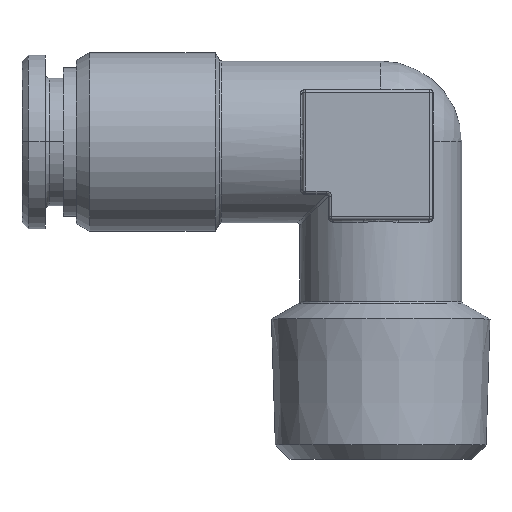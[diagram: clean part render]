
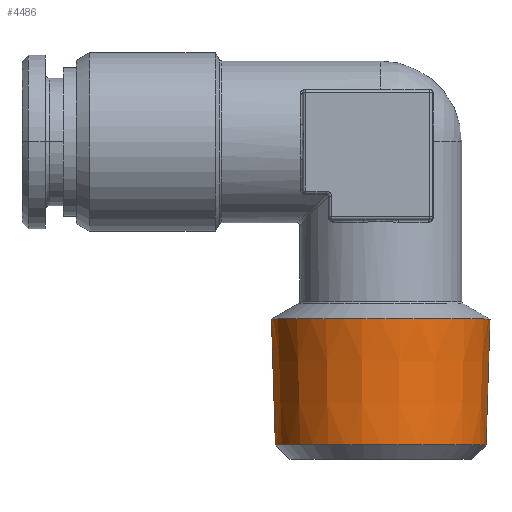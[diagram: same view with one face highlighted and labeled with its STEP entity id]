
A CAD part, top view. The second image highlights one B-rep face of the part: STEP entity #4486.
In plain terms, the highlighted conical face has half-angle 1.78 degrees and reference radius 8.286 mm.
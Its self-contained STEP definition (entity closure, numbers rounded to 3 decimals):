
#1289=CARTESIAN_POINT('',(0.,-13.675,0.));
#1290=DIRECTION('',(0.,1.,0.));
#1291=DIRECTION('',(-1.,0.,0.));
#1292=AXIS2_PLACEMENT_3D('',#1289,#1290,#1291);
#1307=DIRECTION('',(0.031,1.,0.));
#1308=VECTOR('',#1307,9.729);
#1309=CARTESIAN_POINT('',(8.135,-23.4,0.));
#1310=LINE('',#1309,#1308);
#1311=CARTESIAN_POINT('',(0.,-23.4,0.));
#1312=DIRECTION('',(0.,-1.,0.));
#1313=DIRECTION('',(1.,0.,0.));
#1314=AXIS2_PLACEMENT_3D('',#1311,#1312,#1313);
#1316=DIRECTION('',(-0.031,1.,0.));
#1317=VECTOR('',#1316,9.729);
#1318=CARTESIAN_POINT('',(-8.135,-23.4,0.));
#1319=LINE('',#1318,#1317);
#1940=CARTESIAN_POINT('',(8.135,-23.4,0.));
#1941=CARTESIAN_POINT('',(-8.135,-23.4,0.));
#1942=VERTEX_POINT('',#1940);
#1943=VERTEX_POINT('',#1941);
#1964=CARTESIAN_POINT('',(8.438,-13.675,0.));
#1965=VERTEX_POINT('',#1964);
#1966=CARTESIAN_POINT('',(-8.438,-13.675,0.));
#1967=VERTEX_POINT('',#1966);
#4472=CARTESIAN_POINT('',(0.,-18.538,0.));
#4473=DIRECTION('',(0.,1.,0.));
#4474=DIRECTION('',(1.,0.,0.));
#4475=AXIS2_PLACEMENT_3D('',#4472,#4473,#4474);
#4476=CONICAL_SURFACE('',#4475,8.286,1.78);
#4478=ORIENTED_EDGE('',*,*,#4477,.F.);
#4480=ORIENTED_EDGE('',*,*,#4479,.T.);
#4482=ORIENTED_EDGE('',*,*,#4481,.T.);
#4483=ORIENTED_EDGE('',*,*,#4462,.T.);
#4484=EDGE_LOOP('',(#4478,#4480,#4482,#4483));
#4485=FACE_OUTER_BOUND('',#4484,.F.);
#4486=ADVANCED_FACE('',(#4485),#4476,.T.);
#1293=CIRCLE('',#1292,8.438);
#1315=CIRCLE('',#1314,8.135);
#4462=EDGE_CURVE('',#1967,#1965,#1293,.T.);
#4477=EDGE_CURVE('',#1942,#1965,#1310,.T.);
#4479=EDGE_CURVE('',#1942,#1943,#1315,.T.);
#4481=EDGE_CURVE('',#1943,#1967,#1319,.T.);
